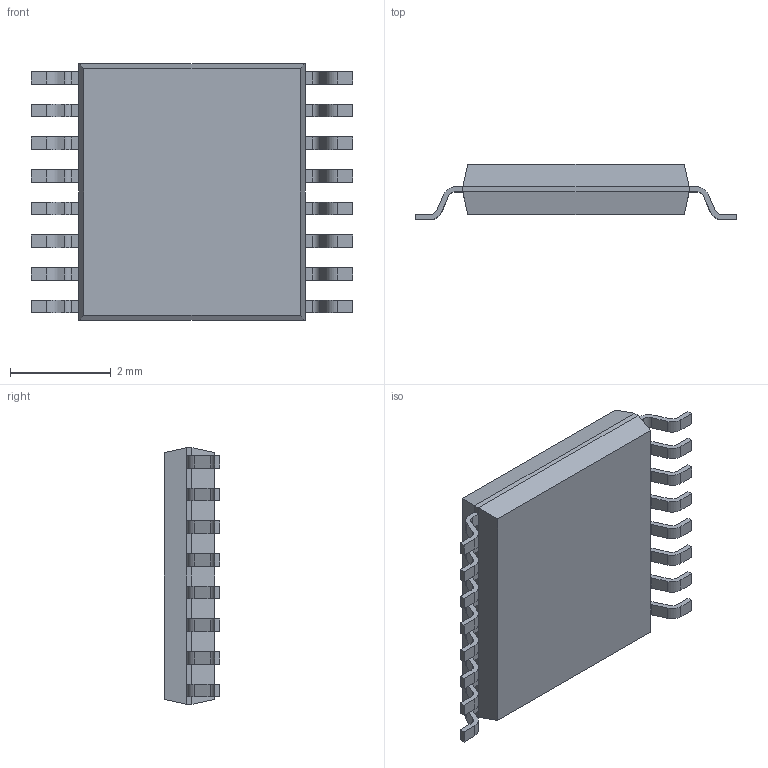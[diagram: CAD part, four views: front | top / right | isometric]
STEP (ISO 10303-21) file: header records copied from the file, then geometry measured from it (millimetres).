
FILE_DESCRIPTION(/* description */ (''),/* implementation_level */ '2;1');
FILE_NAME(/* name */ 'TSSOP-16 5_1x4_4AG v1.step',/* time_stamp */ '2020-05-25T15:09:41-04:00',/* author */ (''),/* organization */ (''),/* preprocessor_version */ 'ST-DEVELOPER v18.1',/* originating_system */ 'Autodesk Translation Framework v9.3.0.1241',/* authorisation */ '');
FILE_SCHEMA (('AUTOMOTIVE_DESIGN { 1 0 10303 214 3 1 1 }'));
Length unit declared in the file: millimetre
Products named in the file (3): TSSOP-16 5_1x4_4AG; body_TSSOP_TSSOP_5.1x4.5_1; pin_TSSOP_tssop_1
Assembly tree (17 placements, depth 2):
  TSSOP-16 5_1x4_4AG
    pin_TSSOP_tssop_1  x16
    body_TSSOP_TSSOP_5.1x4.5_1
Bounding box: 6.4 x 1.1 x 5.1 mm (x, y, z)
Volume: 22.6 mm3; surface area: 76.5 mm2
Topology: 17 solids, 17 shells, 240 faces, 607 edges, 402 vertices
Faces by surface type: plane 175, cylinder 65
Full cylindrical faces by diameter (mm): 0.4 x1
Entity records: 1058 total; most frequent: DIRECTION 177, CARTESIAN_POINT 159, ORIENTED_EDGE 134, EDGE_CURVE 67, AXIS2_PLACEMENT_3D 60, LINE 57, VECTOR 57, VERTEX_POINT 42
